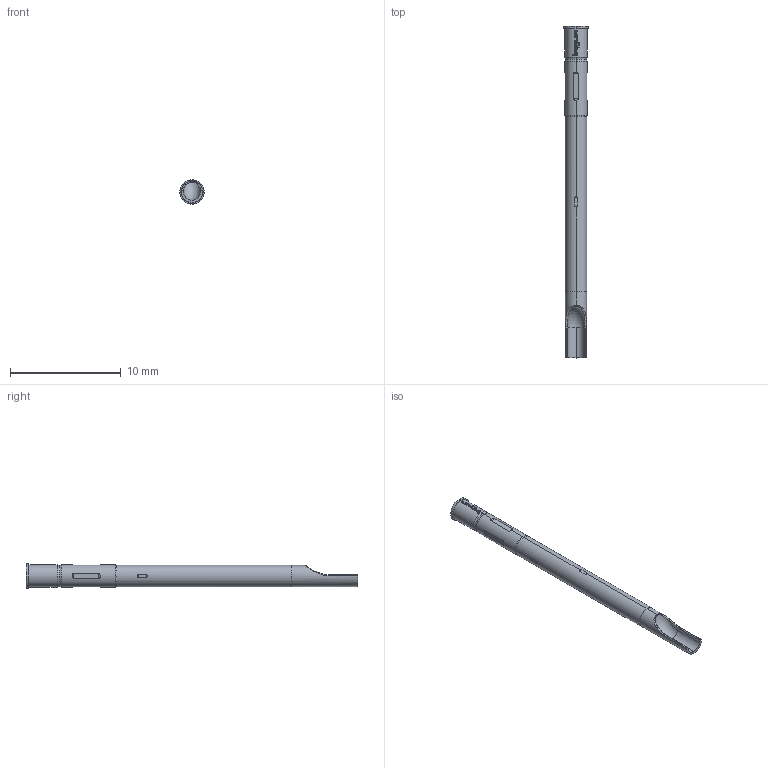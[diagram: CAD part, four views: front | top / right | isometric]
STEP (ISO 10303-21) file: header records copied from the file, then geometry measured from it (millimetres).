
FILE_DESCRIPTION (( 'STEP AP203' ), '1' );
FILE_NAME ('INGUN_KS-712_30.STEP', '2022-02-09T05:30:53', ( 'ochi' ), ( '' ), 'SwSTEP 2.0', 'SolidWorks 2018', '' );
FILE_SCHEMA (( 'CONFIG_CONTROL_DESIGN' ));
Length unit declared in the file: millimetre
Products named in the file (1): INGUN_KS-712_30
Bounding box: 2.2 x 30 x 2.2 mm (x, y, z)
Volume: 81 mm3; surface area: 191.6 mm2
Topology: 1 solids, 1 shells, 130 faces, 347 edges, 226 vertices
Faces by surface type: plane 54, cylinder 42, bspline 25, torus 5, cone 4
Entity records: 4640 total; most frequent: CARTESIAN_POINT 1536, ORIENTED_EDGE 694, DIRECTION 542, EDGE_CURVE 347, VERTEX_POINT 226, AXIS2_PLACEMENT_3D 206, EDGE_LOOP 137, VECTOR 130
